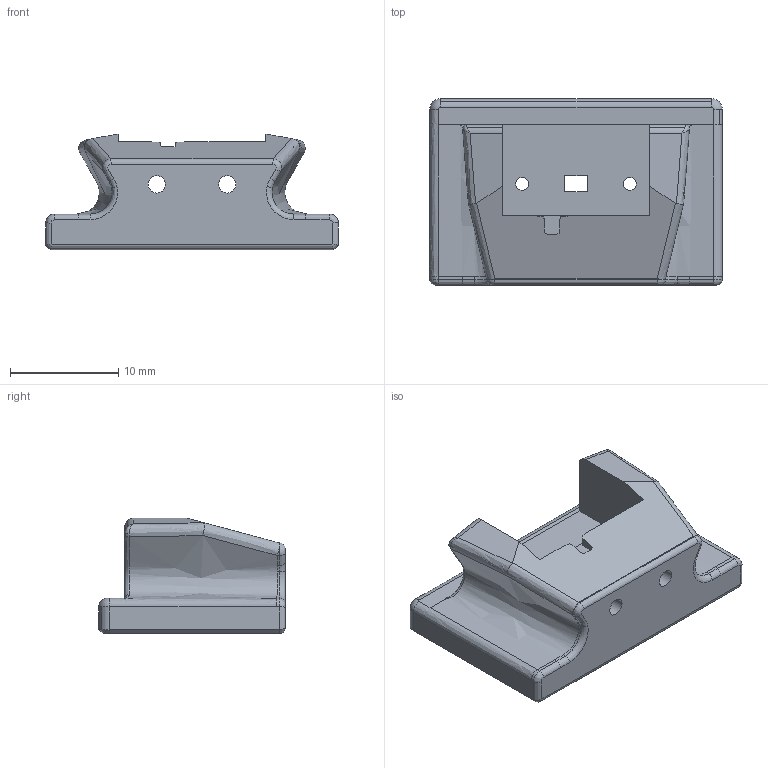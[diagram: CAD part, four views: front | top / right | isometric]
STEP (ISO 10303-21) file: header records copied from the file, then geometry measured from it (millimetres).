
FILE_DESCRIPTION (( 'STEP AP214' ), '1' );
FILE_NAME ('probe^kineklicky.STEP', '2022-03-19T02:24:16', ( '' ), ( '' ), 'SwSTEP 2.0', 'SolidWorks 2022', '' );
FILE_SCHEMA (( 'AUTOMOTIVE_DESIGN' ));
Length unit declared in the file: millimetre
Products named in the file (1): probe^kineklicky
Bounding box: 27.03 x 17.23 x 10.7 mm (x, y, z)
Volume: 2343.2 mm3; surface area: 1935.2 mm2
Topology: 1 solids, 1 shells, 150 faces, 407 edges, 256 vertices
Faces by surface type: plane 58, cylinder 50, bspline 36, cone 4, torus 2
Entity records: 6309 total; most frequent: CARTESIAN_POINT 2885, ORIENTED_EDGE 806, DIRECTION 562, EDGE_CURVE 403, VERTEX_POINT 256, VECTOR 198, LINE 198, AXIS2_PLACEMENT_3D 182
